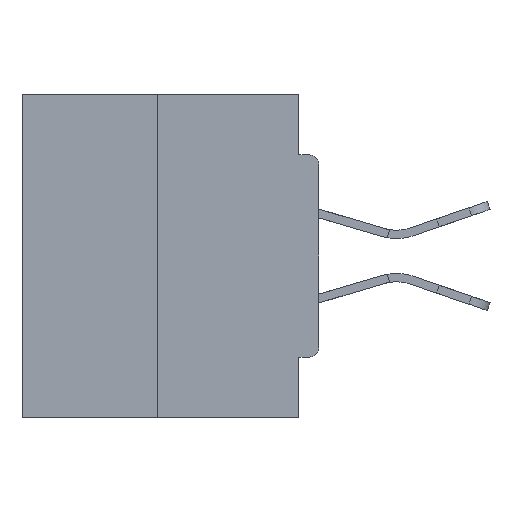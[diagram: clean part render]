
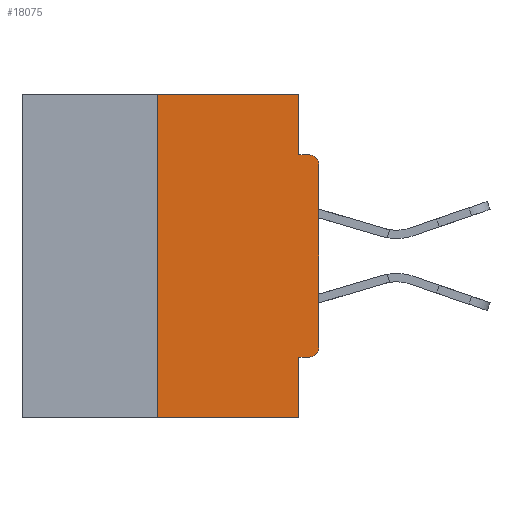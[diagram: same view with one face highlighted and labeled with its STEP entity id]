
A CAD part, left-side view. The second image highlights one B-rep face of the part: STEP entity #18075.
In plain terms, the highlighted planar face has unit normal (-1, 0, 0).
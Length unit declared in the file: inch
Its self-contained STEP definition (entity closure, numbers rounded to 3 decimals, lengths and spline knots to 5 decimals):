
#333 = CARTESIAN_POINT ( 'NONE',  ( 0., 0.031, 0. ) ) ;
#661 = DIRECTION ( 'NONE',  ( 0., 0., -1. ) ) ;
#1060 = AXIS2_PLACEMENT_3D ( 'NONE', #25079, #28144, #14159 ) ;
#1429 = VECTOR ( 'NONE', #18911, 39.37008 ) ;
#1737 = LINE ( 'NONE', #13830, #29124 ) ;
#1792 = VERTEX_POINT ( 'NONE', #12003 ) ;
#1933 = DIRECTION ( 'NONE',  ( 0., 0., -1. ) ) ;
#2147 = VECTOR ( 'NONE', #7727, 39.37008 ) ;
#3369 = VECTOR ( 'NONE', #26175, 39.37008 ) ;
#3564 = CARTESIAN_POINT ( 'NONE',  ( 0., 0., 0. ) ) ;
#4489 = VERTEX_POINT ( 'NONE', #333 ) ;
#5898 = CARTESIAN_POINT ( 'NONE',  ( 0., 0.25, 0. ) ) ;
#7727 = DIRECTION ( 'NONE',  ( 0., 0., -1. ) ) ;
#7819 = EDGE_CURVE ( 'NONE', #22897, #1792, #9840, .T. ) ;
#8409 = CARTESIAN_POINT ( 'NONE',  ( 0., 0.015, -0.0935 ) ) ;
#8542 = CARTESIAN_POINT ( 'NONE',  ( 0., 0., -0.0935 ) ) ;
#8804 = DIRECTION ( 'NONE',  ( 0., 0., 1. ) ) ;
#8822 = AXIS2_PLACEMENT_3D ( 'NONE', #10183, #23857, #1933 ) ;
#8950 = DIRECTION ( 'NONE',  ( -1., 0., 0. ) ) ;
#9056 = ORIENTED_EDGE ( 'NONE', *, *, #14957, .T. ) ;
#9266 = DIRECTION ( 'NONE',  ( 0., 0., 1. ) ) ;
#9684 = CIRCLE ( 'NONE', #18506, 0.015 ) ;
#9709 = VECTOR ( 'NONE', #10384, 39.37008 ) ;
#9840 = CIRCLE ( 'NONE', #1060, 0.015 ) ;
#10183 = CARTESIAN_POINT ( 'NONE',  ( 0., 0.46, 0. ) ) ;
#10359 = VERTEX_POINT ( 'NONE', #32333 ) ;
#10384 = DIRECTION ( 'NONE',  ( 0., -1., 0. ) ) ;
#11181 = DIRECTION ( 'NONE',  ( 0., 0., -1. ) ) ;
#11605 = ORIENTED_EDGE ( 'NONE', *, *, #16230, .T. ) ;
#12003 = CARTESIAN_POINT ( 'NONE',  ( 0., 0., -0.3915 ) ) ;
#12175 = VERTEX_POINT ( 'NONE', #16550 ) ;
#12234 = VECTOR ( 'NONE', #16880, 39.37008 ) ;
#12440 = VERTEX_POINT ( 'NONE', #20815 ) ;
#13152 = CARTESIAN_POINT ( 'NONE',  ( 0., 0.031, -0.5 ) ) ;
#13721 = EDGE_CURVE ( 'NONE', #12440, #4489, #14895, .T. ) ;
#13830 = CARTESIAN_POINT ( 'NONE',  ( 0., 0.031, 0. ) ) ;
#14159 = DIRECTION ( 'NONE',  ( 0., 0., -1. ) ) ;
#14267 = LINE ( 'NONE', #13152, #2147 ) ;
#14895 = LINE ( 'NONE', #35538, #1429 ) ;
#14957 = EDGE_CURVE ( 'NONE', #1792, #17844, #22150, .T. ) ;
#15210 = VERTEX_POINT ( 'NONE', #33432 ) ;
#15482 = ORIENTED_EDGE ( 'NONE', *, *, #13721, .F. ) ;
#16230 = EDGE_CURVE ( 'NONE', #17844, #34006, #9684, .T. ) ;
#16550 = CARTESIAN_POINT ( 'NONE',  ( 0., 0.031, -0.4065 ) ) ;
#16880 = DIRECTION ( 'NONE',  ( 0., -1., 0. ) ) ;
#16916 = ORIENTED_EDGE ( 'NONE', *, *, #22108, .F. ) ;
#17686 = EDGE_CURVE ( 'NONE', #4489, #19966, #1737, .T. ) ;
#17809 = VECTOR ( 'NONE', #9266, 39.37008 ) ;
#17844 = VERTEX_POINT ( 'NONE', #31308 ) ;
#18075 = ADVANCED_FACE ( 'NONE', ( #33826 ), #21320, .F. ) ;
#18506 = AXIS2_PLACEMENT_3D ( 'NONE', #25546, #8950, #661 ) ;
#18572 = EDGE_CURVE ( 'NONE', #12175, #10359, #14267, .T. ) ;
#18911 = DIRECTION ( 'NONE',  ( 0., -1., 0. ) ) ;
#19931 = ORIENTED_EDGE ( 'NONE', *, *, #27797, .F. ) ;
#19966 = VERTEX_POINT ( 'NONE', #24478 ) ;
#20815 = CARTESIAN_POINT ( 'NONE',  ( 0., 0.25, 0. ) ) ;
#21320 = PLANE ( 'NONE',  #8822 ) ;
#21733 = ORIENTED_EDGE ( 'NONE', *, *, #18572, .F. ) ;
#22108 = EDGE_CURVE ( 'NONE', #15210, #12440, #33912, .T. ) ;
#22150 = LINE ( 'NONE', #3564, #17809 ) ;
#22897 = VERTEX_POINT ( 'NONE', #34320 ) ;
#23327 = CARTESIAN_POINT ( 'NONE',  ( 0., 0., -0.4065 ) ) ;
#23857 = DIRECTION ( 'NONE',  ( 1., 0., 0. ) ) ;
#24478 = CARTESIAN_POINT ( 'NONE',  ( 0., 0.031, -0.0935 ) ) ;
#25079 = CARTESIAN_POINT ( 'NONE',  ( 0., 0.015, -0.3915 ) ) ;
#25404 = ORIENTED_EDGE ( 'NONE', *, *, #30597, .T. ) ;
#25546 = CARTESIAN_POINT ( 'NONE',  ( 0., 0.015, -0.1085 ) ) ;
#26108 = VECTOR ( 'NONE', #8804, 39.37008 ) ;
#26175 = DIRECTION ( 'NONE',  ( 0., 1., 0. ) ) ;
#26881 = CARTESIAN_POINT ( 'NONE',  ( 0., 0.46, -0.5 ) ) ;
#27014 = LINE ( 'NONE', #8542, #12234 ) ;
#27218 = ORIENTED_EDGE ( 'NONE', *, *, #28664, .F. ) ;
#27627 = ORIENTED_EDGE ( 'NONE', *, *, #17686, .F. ) ;
#27797 = EDGE_CURVE ( 'NONE', #19966, #34006, #27014, .T. ) ;
#28144 = DIRECTION ( 'NONE',  ( -1., 0., 0. ) ) ;
#28554 = LINE ( 'NONE', #23327, #3369 ) ;
#28664 = EDGE_CURVE ( 'NONE', #22897, #12175, #28554, .T. ) ;
#28728 = EDGE_LOOP ( 'NONE', ( #15482, #16916, #25404, #21733, #27218, #35030, #9056, #11605, #19931, #27627 ) ) ;
#29124 = VECTOR ( 'NONE', #11181, 39.37008 ) ;
#30597 = EDGE_CURVE ( 'NONE', #15210, #10359, #33559, .T. ) ;
#31308 = CARTESIAN_POINT ( 'NONE',  ( 0., 0., -0.1085 ) ) ;
#32333 = CARTESIAN_POINT ( 'NONE',  ( 0., 0.031, -0.5 ) ) ;
#33432 = CARTESIAN_POINT ( 'NONE',  ( 0., 0.25, -0.5 ) ) ;
#33559 = LINE ( 'NONE', #26881, #9709 ) ;
#33826 = FACE_OUTER_BOUND ( 'NONE', #28728, .T. ) ;
#33912 = LINE ( 'NONE', #5898, #26108 ) ;
#34006 = VERTEX_POINT ( 'NONE', #8409 ) ;
#34320 = CARTESIAN_POINT ( 'NONE',  ( 0., 0.015, -0.4065 ) ) ;
#35030 = ORIENTED_EDGE ( 'NONE', *, *, #7819, .T. ) ;
#35538 = CARTESIAN_POINT ( 'NONE',  ( 0., 0.46, 0. ) ) ;
